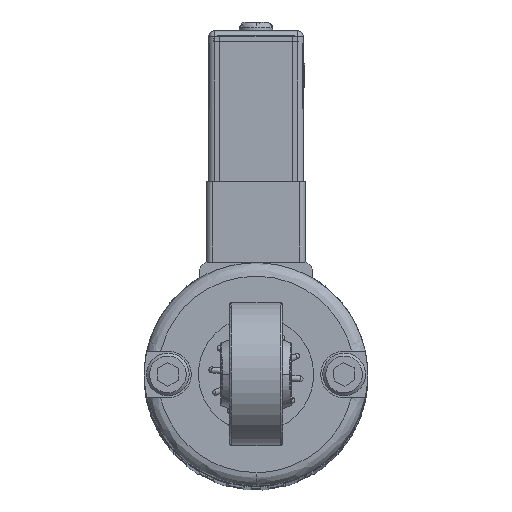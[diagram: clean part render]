
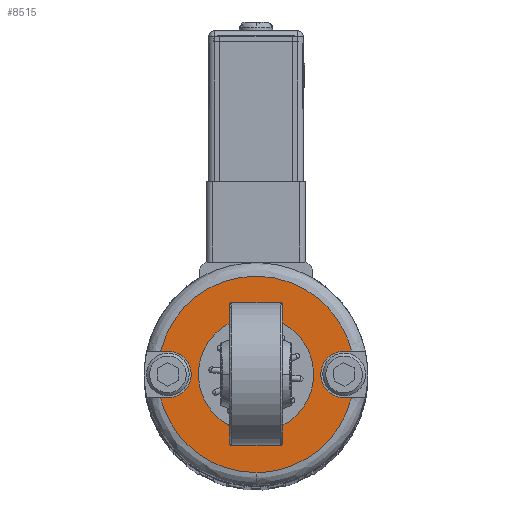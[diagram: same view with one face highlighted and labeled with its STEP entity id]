
A CAD part, top view. The second image highlights one B-rep face of the part: STEP entity #8515.
In plain terms, the highlighted planar face has unit normal (0, 0, 1).
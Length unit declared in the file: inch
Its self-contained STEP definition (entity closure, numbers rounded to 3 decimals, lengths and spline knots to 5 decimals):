
#321 = ORIENTED_EDGE ( 'NONE', *, *, #14498, .F. ) ;
#510 = PLANE ( 'NONE',  #16844 ) ;
#634 = CARTESIAN_POINT ( 'NONE',  ( -0.58661, 0., 6.94882 ) ) ;
#714 = CARTESIAN_POINT ( 'NONE',  ( 0.64239, -0.15551, 6.94882 ) ) ;
#738 = EDGE_CURVE ( 'NONE', #21190, #9328, #5067, .T. ) ;
#941 = LINE ( 'NONE', #714, #11127 ) ;
#1048 = EDGE_CURVE ( 'NONE', #7574, #21238, #11887, .T. ) ;
#1125 = ORIENTED_EDGE ( 'NONE', *, *, #738, .F. ) ;
#1223 = EDGE_CURVE ( 'NONE', #14553, #1846, #18003, .T. ) ;
#1358 = CARTESIAN_POINT ( 'NONE',  ( 0., -0.65354, 6.94882 ) ) ;
#1688 = CARTESIAN_POINT ( 'NONE',  ( 0.58661, -0.15551, 6.94882 ) ) ;
#1689 = CARTESIAN_POINT ( 'NONE',  ( 0.58661, 0., 6.94882 ) ) ;
#1756 = EDGE_CURVE ( 'NONE', #21238, #17406, #6193, .T. ) ;
#1846 = VERTEX_POINT ( 'NONE', #14990 ) ;
#2695 = CARTESIAN_POINT ( 'NONE',  ( 0.63477, -0.15551, 6.94882 ) ) ;
#2721 = DIRECTION ( 'NONE',  ( -1., 0., 0. ) ) ;
#3191 = EDGE_LOOP ( 'NONE', ( #11880, #13841, #16031, #1125, #9400, #19153, #10624, #5594, #22562 ) ) ;
#3205 = VECTOR ( 'NONE', #11412, 39.37008 ) ;
#3358 = DIRECTION ( 'NONE',  ( -0.102, -0.995, 0. ) ) ;
#4228 = LINE ( 'NONE', #15063, #3205 ) ;
#4339 = VERTEX_POINT ( 'NONE', #9855 ) ;
#4995 = AXIS2_PLACEMENT_3D ( 'NONE', #634, #10064, #15360 ) ;
#5033 = CARTESIAN_POINT ( 'NONE',  ( -0.63477, 0.15551, 6.94882 ) ) ;
#5067 = LINE ( 'NONE', #12253, #21876 ) ;
#5594 = ORIENTED_EDGE ( 'NONE', *, *, #12461, .F. ) ;
#5678 = EDGE_LOOP ( 'NONE', ( #321 ) ) ;
#6076 = FACE_BOUND ( 'NONE', #5678, .T. ) ;
#6193 =( BOUNDED_CURVE ( )  B_SPLINE_CURVE ( 3, ( #1358, #7468, #15751, #19975 ),
 .UNSPECIFIED., .F., .T. ) 
 B_SPLINE_CURVE_WITH_KNOTS ( ( 4, 4 ),
 ( 0., 1. ),
 .UNSPECIFIED. ) 
 CURVE ( )  GEOMETRIC_REPRESENTATION_ITEM ( )  RATIONAL_B_SPLINE_CURVE ( ( 0.957, 0.817, 0.813, 0.944 ) ) 
 REPRESENTATION_ITEM ( '' )  );
#6366 = DIRECTION ( 'NONE',  ( 0., 1., 0. ) ) ;
#6819 = CARTESIAN_POINT ( 'NONE',  ( 0., 0., 6.94882 ) ) ;
#7468 = CARTESIAN_POINT ( 'NONE',  ( -0.31272, -0.65354, 6.94882 ) ) ;
#7513 = DIRECTION ( 'NONE',  ( 1., 0., 0. ) ) ;
#7574 = VERTEX_POINT ( 'NONE', #10641 ) ;
#7633 = CARTESIAN_POINT ( 'NONE',  ( -0.03923, -0.38185, 6.94882 ) ) ;
#7639 = CIRCLE ( 'NONE', #4995, 0.15551 ) ;
#8250 = CARTESIAN_POINT ( 'NONE',  ( 0.63477, 0.15551, 6.94882 ) ) ;
#8515 = ADVANCED_FACE ( 'NONE', ( #6076, #21763 ), #510, .F. ) ;
#8665 = CIRCLE ( 'NONE', #10894, 0.15551 ) ;
#9247 = DIRECTION ( 'NONE',  ( 0., -1., 0. ) ) ;
#9328 = VERTEX_POINT ( 'NONE', #14259 ) ;
#9400 = ORIENTED_EDGE ( 'NONE', *, *, #19131, .F. ) ;
#9855 = CARTESIAN_POINT ( 'NONE',  ( -0.58661, -0.15551, 6.94882 ) ) ;
#10030 = VECTOR ( 'NONE', #7513, 39.37008 ) ;
#10053 = AXIS2_PLACEMENT_3D ( 'NONE', #6819, #14084, #3358 ) ;
#10064 = DIRECTION ( 'NONE',  ( 0., 0., -1. ) ) ;
#10227 = CARTESIAN_POINT ( 'NONE',  ( 0.43009, 0.99099, 6.94882 ) ) ;
#10624 = ORIENTED_EDGE ( 'NONE', *, *, #21487, .T. ) ;
#10641 = CARTESIAN_POINT ( 'NONE',  ( 0.63477, -0.15551, 6.94882 ) ) ;
#10894 = AXIS2_PLACEMENT_3D ( 'NONE', #1689, #23308, #6366 ) ;
#11127 = VECTOR ( 'NONE', #15317, 39.37008 ) ;
#11412 = DIRECTION ( 'NONE',  ( -1., 0., 0. ) ) ;
#11758 = EDGE_CURVE ( 'NONE', #7574, #21187, #4228, .T. ) ;
#11880 = ORIENTED_EDGE ( 'NONE', *, *, #1048, .F. ) ;
#11887 =( BOUNDED_CURVE ( )  B_SPLINE_CURVE ( 3, ( #2695, #14508, #19969, #18862 ),
 .UNSPECIFIED., .F., .T. ) 
 B_SPLINE_CURVE_WITH_KNOTS ( ( 4, 4 ),
 ( 0., 1. ),
 .UNSPECIFIED. ) 
 CURVE ( )  GEOMETRIC_REPRESENTATION_ITEM ( )  RATIONAL_B_SPLINE_CURVE ( ( 0.944, 0.813, 0.817, 0.957 ) ) 
 REPRESENTATION_ITEM ( '' )  );
#12253 = CARTESIAN_POINT ( 'NONE',  ( 0.64239, 0.15551, 6.94882 ) ) ;
#12461 = EDGE_CURVE ( 'NONE', #17406, #4339, #941, .T. ) ;
#13010 = CARTESIAN_POINT ( 'NONE',  ( 0.64239, 0.66139, 6.94882 ) ) ;
#13841 = ORIENTED_EDGE ( 'NONE', *, *, #11758, .T. ) ;
#14084 = DIRECTION ( 'NONE',  ( 0., 0., 1. ) ) ;
#14259 = CARTESIAN_POINT ( 'NONE',  ( 0.58661, 0.15551, 6.94882 ) ) ;
#14334 = CARTESIAN_POINT ( 'NONE',  ( -0.72766, 0.15551, 6.94882 ) ) ;
#14428 = CARTESIAN_POINT ( 'NONE',  ( -0.63477, 0.15551, 6.94882 ) ) ;
#14498 = EDGE_CURVE ( 'NONE', #20267, #20267, #22880, .T. ) ;
#14508 = CARTESIAN_POINT ( 'NONE',  ( 0.55998, -0.46079, 6.94882 ) ) ;
#14553 = VERTEX_POINT ( 'NONE', #14428 ) ;
#14990 = CARTESIAN_POINT ( 'NONE',  ( -0.58661, 0.15551, 6.94882 ) ) ;
#15063 = CARTESIAN_POINT ( 'NONE',  ( 0.72766, -0.15551, 6.94882 ) ) ;
#15317 = DIRECTION ( 'NONE',  ( 1., 0., 0. ) ) ;
#15360 = DIRECTION ( 'NONE',  ( 0., 1., 0. ) ) ;
#15751 = CARTESIAN_POINT ( 'NONE',  ( -0.55998, -0.46079, 6.94882 ) ) ;
#15775 = EDGE_CURVE ( 'NONE', #9328, #21187, #8665, .T. ) ;
#16031 = ORIENTED_EDGE ( 'NONE', *, *, #15775, .F. ) ;
#16788 =( BOUNDED_CURVE ( )  B_SPLINE_CURVE ( 3, ( #5033, #17203, #10227, #8250 ),
 .UNSPECIFIED., .F., .T. ) 
 B_SPLINE_CURVE_WITH_KNOTS ( ( 4, 4 ),
 ( 0., 1. ),
 .UNSPECIFIED. ) 
 CURVE ( )  GEOMETRIC_REPRESENTATION_ITEM ( )  RATIONAL_B_SPLINE_CURVE ( ( 0.922, 0.454, 0.454, 0.922 ) ) 
 REPRESENTATION_ITEM ( '' )  );
#16844 = AXIS2_PLACEMENT_3D ( 'NONE', #13010, #20468, #9247 ) ;
#17203 = CARTESIAN_POINT ( 'NONE',  ( -0.43009, 0.99099, 6.94882 ) ) ;
#17404 = CARTESIAN_POINT ( 'NONE',  ( 0.63477, 0.15551, 6.94882 ) ) ;
#17406 = VERTEX_POINT ( 'NONE', #20664 ) ;
#18003 = LINE ( 'NONE', #14334, #10030 ) ;
#18862 = CARTESIAN_POINT ( 'NONE',  ( 0., -0.65354, 6.94882 ) ) ;
#19131 = EDGE_CURVE ( 'NONE', #14553, #21190, #16788, .T. ) ;
#19153 = ORIENTED_EDGE ( 'NONE', *, *, #1223, .T. ) ;
#19749 = CARTESIAN_POINT ( 'NONE',  ( 0., -0.65354, 6.94882 ) ) ;
#19969 = CARTESIAN_POINT ( 'NONE',  ( 0.31272, -0.65354, 6.94882 ) ) ;
#19975 = CARTESIAN_POINT ( 'NONE',  ( -0.63477, -0.15551, 6.94882 ) ) ;
#20267 = VERTEX_POINT ( 'NONE', #7633 ) ;
#20468 = DIRECTION ( 'NONE',  ( 0., 0., -1. ) ) ;
#20664 = CARTESIAN_POINT ( 'NONE',  ( -0.63477, -0.15551, 6.94882 ) ) ;
#21187 = VERTEX_POINT ( 'NONE', #1688 ) ;
#21190 = VERTEX_POINT ( 'NONE', #17404 ) ;
#21238 = VERTEX_POINT ( 'NONE', #19749 ) ;
#21487 = EDGE_CURVE ( 'NONE', #1846, #4339, #7639, .T. ) ;
#21763 = FACE_OUTER_BOUND ( 'NONE', #3191, .T. ) ;
#21876 = VECTOR ( 'NONE', #2721, 39.37008 ) ;
#22562 = ORIENTED_EDGE ( 'NONE', *, *, #1756, .F. ) ;
#22880 = CIRCLE ( 'NONE', #10053, 0.38386 ) ;
#23308 = DIRECTION ( 'NONE',  ( 0., 0., 1. ) ) ;
